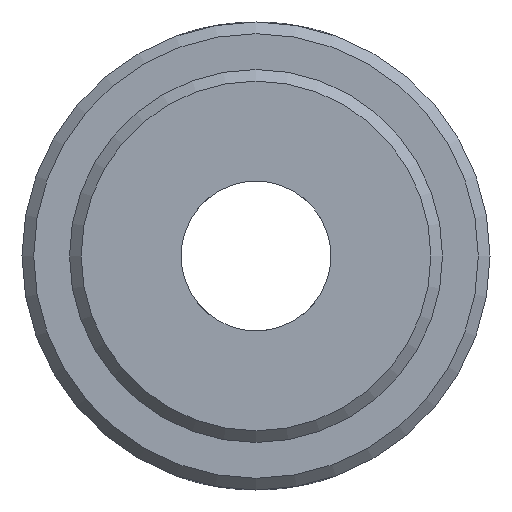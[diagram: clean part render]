
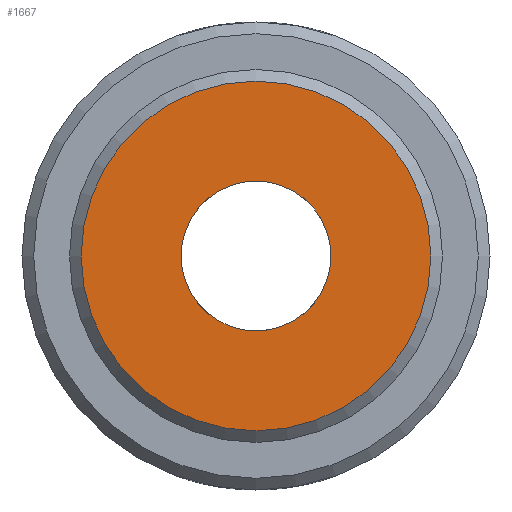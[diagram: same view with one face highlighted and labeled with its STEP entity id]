
A CAD part, front view. The second image highlights one B-rep face of the part: STEP entity #1667.
In plain terms, the highlighted planar face has unit normal (0, -1, 0).
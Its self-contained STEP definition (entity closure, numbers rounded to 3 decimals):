
#1376 = CYLINDRICAL_SURFACE('',#1377,1.6);
#1377 = AXIS2_PLACEMENT_3D('',#1378,#1379,#1380);
#1378 = CARTESIAN_POINT('',(0.,25.25,0.));
#1379 = DIRECTION('',(0.,1.,0.));
#1380 = DIRECTION('',(-1.,0.,0.));
#1561 = VERTEX_POINT('',#1562);
#1562 = CARTESIAN_POINT('',(-1.6,0.,0.));
#1583 = EDGE_CURVE('',#1561,#1561,#1584,.T.);
#1584 = SURFACE_CURVE('',#1585,(#1590,#1597),.PCURVE_S1.);
#1585 = CIRCLE('',#1586,1.6);
#1586 = AXIS2_PLACEMENT_3D('',#1587,#1588,#1589);
#1587 = CARTESIAN_POINT('',(0.,0.,0.));
#1588 = DIRECTION('',(0.,1.,0.));
#1589 = DIRECTION('',(-1.,0.,0.));
#1590 = PCURVE('',#1376,#1591);
#1591 = DEFINITIONAL_REPRESENTATION('',(#1592),#1596);
#1592 = LINE('',#1593,#1594);
#1593 = CARTESIAN_POINT('',(0.,-25.25));
#1594 = VECTOR('',#1595,1.);
#1595 = DIRECTION('',(1.,0.));
#1596 = ( GEOMETRIC_REPRESENTATION_CONTEXT(2) 
PARAMETRIC_REPRESENTATION_CONTEXT() REPRESENTATION_CONTEXT('2D SPACE',''
  ) );
#1597 = PCURVE('',#1598,#1603);
#1598 = PLANE('',#1599);
#1599 = AXIS2_PLACEMENT_3D('',#1600,#1601,#1602);
#1600 = CARTESIAN_POINT('',(0.,0.,0.));
#1601 = DIRECTION('',(-0.,-1.,-0.));
#1602 = DIRECTION('',(1.,0.,0.));
#1603 = DEFINITIONAL_REPRESENTATION('',(#1604),#1612);
#1604 = ( BOUNDED_CURVE() B_SPLINE_CURVE(2,(#1605,#1606,#1607,#1608,
#1609,#1610,#1611),.UNSPECIFIED.,.T.,.F.) B_SPLINE_CURVE_WITH_KNOTS((1,2
    ,2,2,2,1),(-2.094,0.,2.094,4.189,
6.283,8.378),.UNSPECIFIED.) CURVE() 
GEOMETRIC_REPRESENTATION_ITEM() RATIONAL_B_SPLINE_CURVE((1.,0.5,1.,0.5,
1.,0.5,1.)) REPRESENTATION_ITEM('') );
#1605 = CARTESIAN_POINT('',(-1.6,0.));
#1606 = CARTESIAN_POINT('',(-1.6,2.771));
#1607 = CARTESIAN_POINT('',(0.8,1.386));
#1608 = CARTESIAN_POINT('',(3.2,0.));
#1609 = CARTESIAN_POINT('',(0.8,-1.386));
#1610 = CARTESIAN_POINT('',(-1.6,-2.771));
#1611 = CARTESIAN_POINT('',(-1.6,0.));
#1612 = ( GEOMETRIC_REPRESENTATION_CONTEXT(2) 
PARAMETRIC_REPRESENTATION_CONTEXT() REPRESENTATION_CONTEXT('2D SPACE',''
  ) );
#1667 = ADVANCED_FACE('',(#1668,#1699),#1598,.T.);
#1668 = FACE_BOUND('',#1669,.T.);
#1669 = EDGE_LOOP('',(#1670));
#1670 = ORIENTED_EDGE('',*,*,#1671,.T.);
#1671 = EDGE_CURVE('',#1672,#1672,#1674,.T.);
#1672 = VERTEX_POINT('',#1673);
#1673 = CARTESIAN_POINT('',(3.735,0.,0.));
#1674 = SURFACE_CURVE('',#1675,(#1680,#1687),.PCURVE_S1.);
#1675 = CIRCLE('',#1676,3.735);
#1676 = AXIS2_PLACEMENT_3D('',#1677,#1678,#1679);
#1677 = CARTESIAN_POINT('',(0.,0.,0.));
#1678 = DIRECTION('',(0.,-1.,0.));
#1679 = DIRECTION('',(1.,0.,0.));
#1680 = PCURVE('',#1598,#1681);
#1681 = DEFINITIONAL_REPRESENTATION('',(#1682),#1686);
#1682 = CIRCLE('',#1683,3.735);
#1683 = AXIS2_PLACEMENT_2D('',#1684,#1685);
#1684 = CARTESIAN_POINT('',(0.,0.));
#1685 = DIRECTION('',(1.,0.));
#1686 = ( GEOMETRIC_REPRESENTATION_CONTEXT(2) 
PARAMETRIC_REPRESENTATION_CONTEXT() REPRESENTATION_CONTEXT('2D SPACE',''
  ) );
#1687 = PCURVE('',#1688,#1693);
#1688 = CONICAL_SURFACE('',#1689,3.985,0.785);
#1689 = AXIS2_PLACEMENT_3D('',#1690,#1691,#1692);
#1690 = CARTESIAN_POINT('',(0.,0.25,0.));
#1691 = DIRECTION('',(0.,1.,0.));
#1692 = DIRECTION('',(1.,0.,0.));
#1693 = DEFINITIONAL_REPRESENTATION('',(#1694),#1698);
#1694 = LINE('',#1695,#1696);
#1695 = CARTESIAN_POINT('',(-0.,-0.25));
#1696 = VECTOR('',#1697,1.);
#1697 = DIRECTION('',(-1.,0.));
#1698 = ( GEOMETRIC_REPRESENTATION_CONTEXT(2) 
PARAMETRIC_REPRESENTATION_CONTEXT() REPRESENTATION_CONTEXT('2D SPACE',''
  ) );
#1699 = FACE_BOUND('',#1700,.T.);
#1700 = EDGE_LOOP('',(#1701));
#1701 = ORIENTED_EDGE('',*,*,#1583,.T.);
